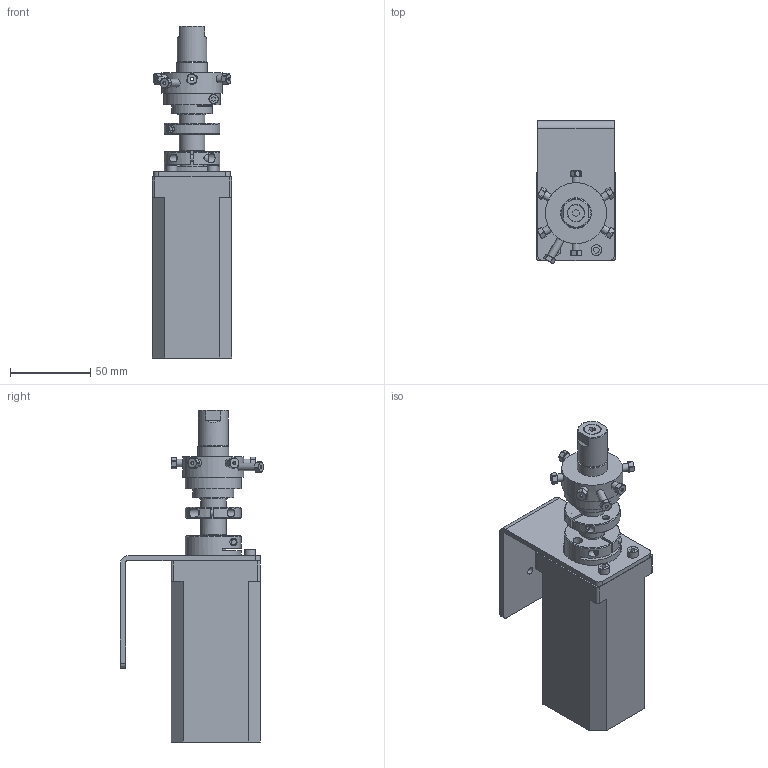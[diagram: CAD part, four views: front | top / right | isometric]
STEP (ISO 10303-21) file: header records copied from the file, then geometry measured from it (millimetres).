
FILE_DESCRIPTION((''),'2;1');
FILE_NAME('312334-EMT2CSD6MWE Multipos valve electric actuated.stp','2013-08-26T16:55:01',('Franzp'),(''),'Autodesk Inventor 2013','Autodesk Inventor 2013','');
FILE_SCHEMA(('AUTOMOTIVE_DESIGN { 1 0 10303 214 1 1 1 1 }'));
Length unit declared in the file: millimetre
Products named in the file (5): 3223a34; 322334; 320401; 310517
Assembly tree (4 placements, depth 3):
  3223a34
    322334
    320401
      320401
      310517
Bounding box: 49.17 x 89.09 x 206.65 mm (x, y, z)
Volume: 4358 mm3; surface area: 74789.9 mm2
Topology: 2 solids, 41 shells, 253 faces, 848 edges, 622 vertices
Faces by surface type: plane 169, cylinder 66, cone 18
Full cylindrical faces by diameter (mm): 1.71 x1, 1.727 x6, 2.642 x1, 3.51 x2, 3.68 x1, 4.166 x1, 4.32 x4, 4.7 x1, 4.75 x1, 4.826 x6, 5.65 x2, 5.78 x1, 5.84 x1, 5.94 x3, 6.7 x2, 7 x2, 15.875 x1, 18.415 x1, 19.05 x2, 34.671 x1, 36.5 x1, 37.973 x1
Entity records: 9703 total; most frequent: CARTESIAN_POINT 2264, DIRECTION 1447, ORIENTED_EDGE 1165, EDGE_CURVE 769, VERTEX_POINT 597, AXIS2_PLACEMENT_3D 531, EDGE_LOOP 386, VECTOR 385
